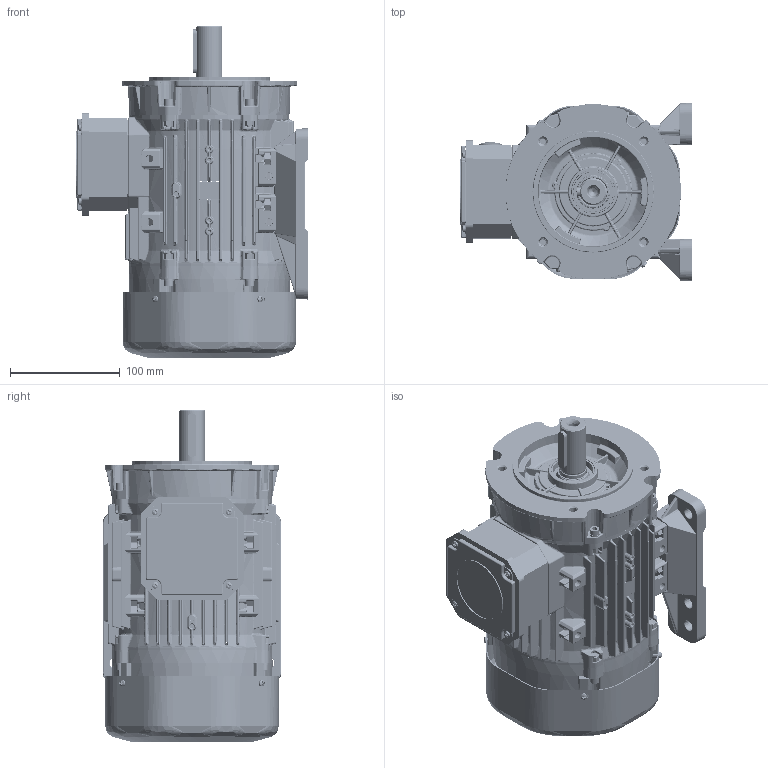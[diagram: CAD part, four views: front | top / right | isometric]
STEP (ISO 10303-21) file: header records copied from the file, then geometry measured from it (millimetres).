
FILE_DESCRIPTION(/* description */ (''),/* implementation_level */ '2;1');
FILE_NAME(/* name */ '6431459xx_AA.stp',/* time_stamp */ '2017-11-06T15:01:30+03:00',/* author */ (''),/* organization */ (''),/* preprocessor_version */ 'ST-DEVELOPER v15',/* originating_system */ 'SIEMENS PLM Software NX 9.0',/* authorisation */ '');
FILE_SCHEMA (('AUTOMOTIVE_DESIGN { 1 0 10303 214 3 1 1 1 }'));
Products named in the file (1): Ar311A3C0609zrjw
Bounding box: 211.5 x 162.94 x 303 mm (x, y, z)
Surface area: 476863 mm2 (no closed solid volume)
Topology: 0 solids, 125 shells, 9432 faces, 23865 edges, 13765 vertices
Faces by surface type: cylinder 2926, bspline 2810, plane 1852, sphere 790, cone 581, torus 473
Full cylindrical faces by diameter (mm): 3 x3, 3.5 x1, 3.985 x2, 4.134 x2, 4.22 x1, 4.6 x3, 6.8 x5, 8 x1, 8.4 x1, 9.3 x4, 19.1 x1, 19.2 x1, 19.55 x1, 20.2 x1, 23.6 x1, 24 x1, 25 x1, 28.8 x2, 40 x1, 40.59 x1, 57.4 x1, 61 x1, 110 x1
Entity records: 334172 total; most frequent: CARTESIAN_POINT 125741, ORIENTED_EDGE 43135, DIRECTION 41851, EDGE_CURVE 22959, AXIS2_PLACEMENT_3D 17330, VERTEX_POINT 13664, EDGE_LOOP 9864, ADVANCED_FACE 9432
